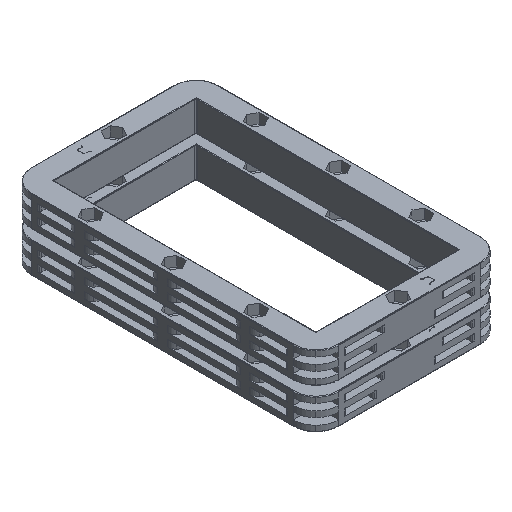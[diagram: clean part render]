
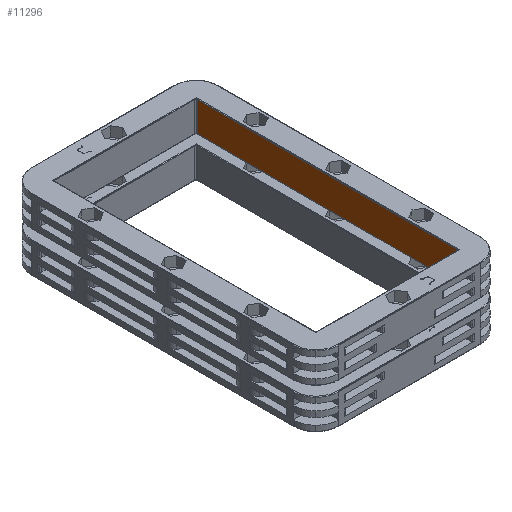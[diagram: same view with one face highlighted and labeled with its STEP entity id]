
A CAD part, isometric view. The second image highlights one B-rep face of the part: STEP entity #11296.
In plain terms, the highlighted planar face has unit normal (-1, 0, 0).
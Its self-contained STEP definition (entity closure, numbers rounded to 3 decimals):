
#7182=CARTESIAN_POINT('',(328.811,278.937,-7.605));
#7183=VERTEX_POINT('',#7182);
#7191=CARTESIAN_POINT('',(328.811,278.937,17.395));
#7192=VERTEX_POINT('',#7191);
#7193=CARTESIAN_POINT('',(328.811,278.937,-7.605));
#7194=DIRECTION('',(0.0,0.0,1.0));
#7195=VECTOR('',#7194,25.0);
#7196=LINE('',#7193,#7195);
#7197=EDGE_CURVE('',#7183,#7192,#7196,.T.);
#10346=CARTESIAN_POINT('',(328.811,58.937,-7.605));
#10347=VERTEX_POINT('',#10346);
#10388=CARTESIAN_POINT('',(328.811,58.937,-7.605));
#10389=DIRECTION('',(0.0,1.0,0.0));
#10390=VECTOR('',#10389,220.);
#10391=LINE('',#10388,#10390);
#10392=EDGE_CURVE('',#10347,#7183,#10391,.T.);
#11020=CARTESIAN_POINT('',(328.811,58.937,17.395));
#11021=VERTEX_POINT('',#11020);
#11067=CARTESIAN_POINT('',(328.811,58.937,17.395));
#11068=DIRECTION('',(0.0,0.0,-1.0));
#11069=VECTOR('',#11068,25.0);
#11070=LINE('',#11067,#11069);
#11071=EDGE_CURVE('',#11021,#10347,#11070,.T.);
#11275=CARTESIAN_POINT('',(328.811,278.937,17.395));
#11276=DIRECTION('',(0.0,-1.0,0.0));
#11277=VECTOR('',#11276,220.);
#11278=LINE('',#11275,#11277);
#11279=EDGE_CURVE('',#7192,#11021,#11278,.T.);
#11285=CARTESIAN_POINT('',(328.811,57.937,-8.105));
#11286=DIRECTION('',(-1.0,0.0,0.0));
#11287=DIRECTION('',(0.0,0.0,-1.0));
#11288=AXIS2_PLACEMENT_3D('',#11285,#11286,#11287);
#11289=PLANE('',#11288);
#11290=ORIENTED_EDGE('',*,*,#10392,.F.);
#11291=ORIENTED_EDGE('',*,*,#11071,.F.);
#11292=ORIENTED_EDGE('',*,*,#11279,.F.);
#11293=ORIENTED_EDGE('',*,*,#7197,.F.);
#11294=EDGE_LOOP('',(#11290,#11291,#11292,#11293));
#11295=FACE_OUTER_BOUND('',#11294,.T.);
#11296=ADVANCED_FACE('',(#11295),#11289,.T.);
